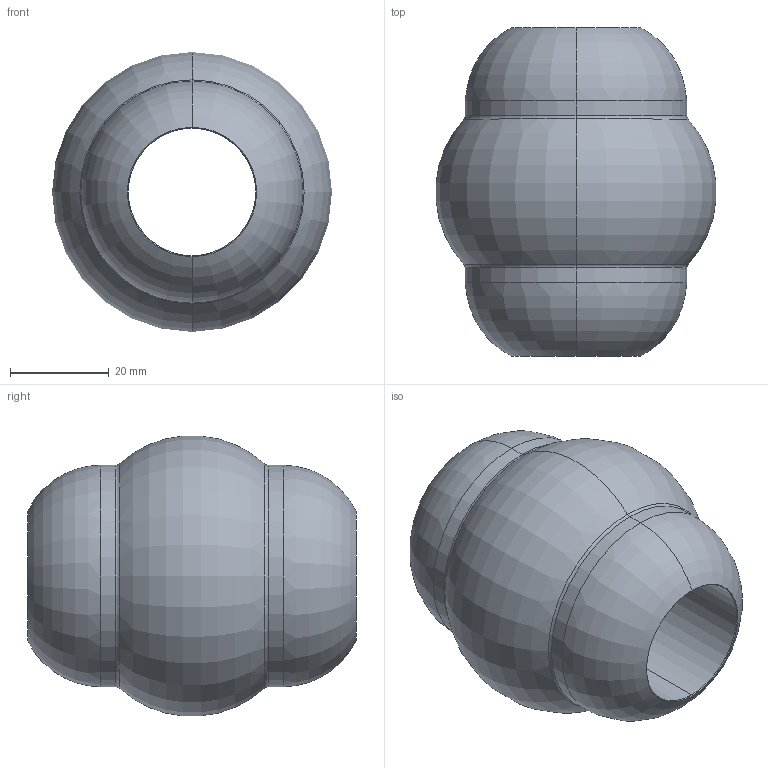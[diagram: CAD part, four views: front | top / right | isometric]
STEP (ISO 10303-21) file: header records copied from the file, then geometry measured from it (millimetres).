
FILE_DESCRIPTION (( 'STEP AP203' ), '1' );
FILE_NAME ('1383.step', '2015-09-17T14:43:31', ( '' ), ( '' ), 'SwSTEP 2.0', 'SolidWorks 2015', '' );
FILE_SCHEMA (( 'CONFIG_CONTROL_DESIGN' ));
Length unit declared in the file: millimetre
Products named in the file (1): 1383
Bounding box: 56.85 x 66.7 x 56.85 mm (x, y, z)
Volume: 80508.7 mm3; surface area: 16400.4 mm2
Topology: 1 solids, 1 shells, 20 faces, 40 edges, 20 vertices
Faces by surface type: torus 10, cylinder 6, cone 4
Entity records: 595 total; most frequent: DIRECTION 112, CARTESIAN_POINT 81, ORIENTED_EDGE 80, AXIS2_PLACEMENT_3D 51, EDGE_CURVE 40, CIRCLE 30, FACE_OUTER_BOUND 20, ADVANCED_FACE 20
